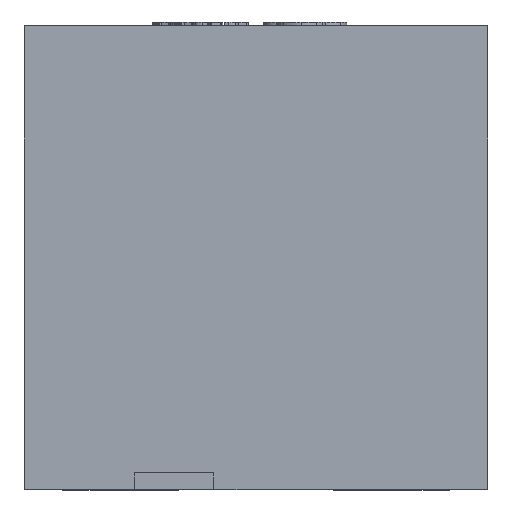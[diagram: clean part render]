
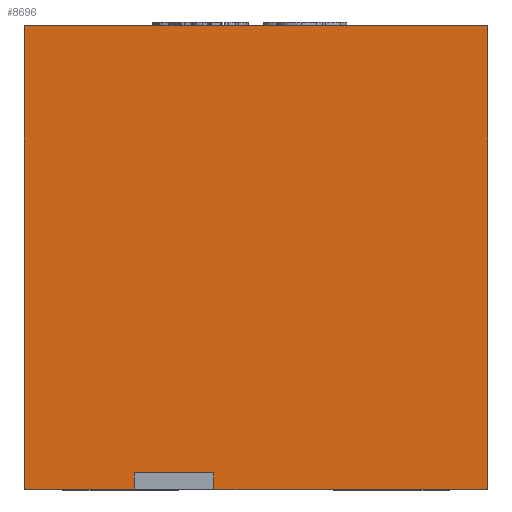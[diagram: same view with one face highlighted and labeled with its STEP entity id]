
A CAD part, top view. The second image highlights one B-rep face of the part: STEP entity #8696.
In plain terms, the highlighted planar face has unit normal (0, 0, 1).
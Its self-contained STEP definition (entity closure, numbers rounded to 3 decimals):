
#288 = CARTESIAN_POINT ( 'NONE',  ( 0.6, 0.6, 0.68 ) ) ;
#564 = CARTESIAN_POINT ( 'NONE',  ( -0.109, -0.557, 0.68 ) ) ;
#767 = FACE_OUTER_BOUND ( 'NONE', #8380, .T. ) ;
#1049 = ORIENTED_EDGE ( 'NONE', *, *, #13171, .T. ) ;
#1293 = EDGE_CURVE ( 'NONE', #2117, #11343, #6758, .T. ) ;
#1387 = CARTESIAN_POINT ( 'NONE',  ( -0.6, -0.6, 0.68 ) ) ;
#1451 = VECTOR ( 'NONE', #2163, 1000. ) ;
#1793 = DIRECTION ( 'NONE',  ( 0., 0., 1. ) ) ;
#2117 = VERTEX_POINT ( 'NONE', #288 ) ;
#2163 = DIRECTION ( 'NONE',  ( 0., -1., 0. ) ) ;
#2167 = VERTEX_POINT ( 'NONE', #2315 ) ;
#2315 = CARTESIAN_POINT ( 'NONE',  ( -0.314, -0.6, 0.68 ) ) ;
#2524 = DIRECTION ( 'NONE',  ( -1., 0., 0. ) ) ;
#2612 = EDGE_CURVE ( 'NONE', #10226, #2167, #10202, .T. ) ;
#2659 = DIRECTION ( 'NONE',  ( 0., -1., 0. ) ) ;
#2701 = EDGE_CURVE ( 'NONE', #6454, #9549, #10534, .T. ) ;
#3812 = CARTESIAN_POINT ( 'NONE',  ( -0.6, 0.6, 0.68 ) ) ;
#3907 = EDGE_CURVE ( 'NONE', #9549, #10226, #14066, .T. ) ;
#4171 = ORIENTED_EDGE ( 'NONE', *, *, #1293, .T. ) ;
#5324 = ORIENTED_EDGE ( 'NONE', *, *, #7259, .T. ) ;
#5737 = DIRECTION ( 'NONE',  ( 1., 0., 0. ) ) ;
#6395 = DIRECTION ( 'NONE',  ( -1., 0., 0. ) ) ;
#6454 = VERTEX_POINT ( 'NONE', #6892 ) ;
#6513 = CARTESIAN_POINT ( 'NONE',  ( 0.6, -0.6, 0.68 ) ) ;
#6530 = ORIENTED_EDGE ( 'NONE', *, *, #7942, .T. ) ;
#6546 = CARTESIAN_POINT ( 'NONE',  ( -0.109, -0.557, 0.68 ) ) ;
#6647 = VECTOR ( 'NONE', #8593, 1000. ) ;
#6655 = LINE ( 'NONE', #12135, #1451 ) ;
#6758 = LINE ( 'NONE', #12371, #11627 ) ;
#6892 = CARTESIAN_POINT ( 'NONE',  ( -0.109, -0.6, 0.68 ) ) ;
#7259 = EDGE_CURVE ( 'NONE', #11343, #9480, #6655, .T. ) ;
#7464 = LINE ( 'NONE', #10767, #6647 ) ;
#7942 = EDGE_CURVE ( 'NONE', #9480, #2167, #8900, .T. ) ;
#8239 = ORIENTED_EDGE ( 'NONE', *, *, #2701, .F. ) ;
#8279 = VECTOR ( 'NONE', #6395, 1000. ) ;
#8303 = CARTESIAN_POINT ( 'NONE',  ( -0.314, -0.6, 0.68 ) ) ;
#8380 = EDGE_LOOP ( 'NONE', ( #8239, #1049, #12909, #4171, #5324, #6530, #13760, #9414 ) ) ;
#8593 = DIRECTION ( 'NONE',  ( 1., 0., 0. ) ) ;
#8696 = ADVANCED_FACE ( 'NONE', ( #767 ), #10465, .T. ) ;
#8796 = VECTOR ( 'NONE', #2659, 1000. ) ;
#8899 = CARTESIAN_POINT ( 'NONE',  ( -0.6, -0.6, 0.68 ) ) ;
#8900 = LINE ( 'NONE', #1387, #10439 ) ;
#9414 = ORIENTED_EDGE ( 'NONE', *, *, #3907, .F. ) ;
#9420 = VECTOR ( 'NONE', #13224, 1000. ) ;
#9480 = VERTEX_POINT ( 'NONE', #8899 ) ;
#9549 = VERTEX_POINT ( 'NONE', #564 ) ;
#10008 = CARTESIAN_POINT ( 'NONE',  ( 0.6, -0.6, 0.68 ) ) ;
#10202 = LINE ( 'NONE', #8303, #8796 ) ;
#10226 = VERTEX_POINT ( 'NONE', #13032 ) ;
#10439 = VECTOR ( 'NONE', #5737, 1000. ) ;
#10465 = PLANE ( 'NONE',  #11568 ) ;
#10534 = LINE ( 'NONE', #14094, #13437 ) ;
#10680 = DIRECTION ( 'NONE',  ( 0., 1., 0. ) ) ;
#10767 = CARTESIAN_POINT ( 'NONE',  ( -0.6, -0.6, 0.68 ) ) ;
#11343 = VERTEX_POINT ( 'NONE', #3812 ) ;
#11568 = AXIS2_PLACEMENT_3D ( 'NONE', #13937, #1793, #13870 ) ;
#11627 = VECTOR ( 'NONE', #2524, 1000. ) ;
#11861 = LINE ( 'NONE', #6513, #9420 ) ;
#12135 = CARTESIAN_POINT ( 'NONE',  ( -0.6, 0.6, 0.68 ) ) ;
#12371 = CARTESIAN_POINT ( 'NONE',  ( 0.6, 0.6, 0.68 ) ) ;
#12585 = VERTEX_POINT ( 'NONE', #10008 ) ;
#12909 = ORIENTED_EDGE ( 'NONE', *, *, #13269, .T. ) ;
#13032 = CARTESIAN_POINT ( 'NONE',  ( -0.314, -0.557, 0.68 ) ) ;
#13171 = EDGE_CURVE ( 'NONE', #6454, #12585, #7464, .T. ) ;
#13224 = DIRECTION ( 'NONE',  ( 0., 1., 0. ) ) ;
#13269 = EDGE_CURVE ( 'NONE', #12585, #2117, #11861, .T. ) ;
#13437 = VECTOR ( 'NONE', #10680, 1000. ) ;
#13760 = ORIENTED_EDGE ( 'NONE', *, *, #2612, .F. ) ;
#13870 = DIRECTION ( 'NONE',  ( 1., 0., 0. ) ) ;
#13937 = CARTESIAN_POINT ( 'NONE',  ( 0., 0., 0.68 ) ) ;
#14066 = LINE ( 'NONE', #6546, #8279 ) ;
#14094 = CARTESIAN_POINT ( 'NONE',  ( -0.109, -0.6, 0.68 ) ) ;
